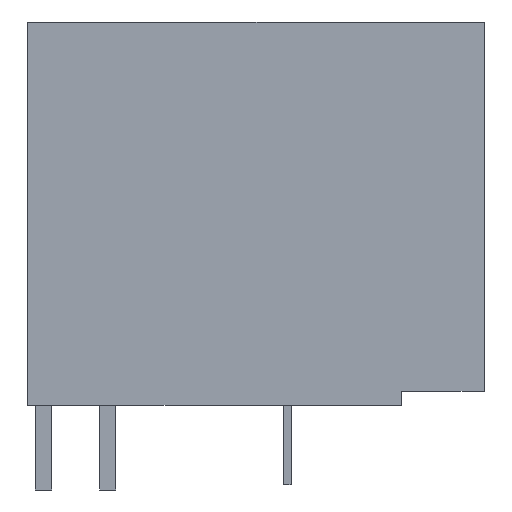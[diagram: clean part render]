
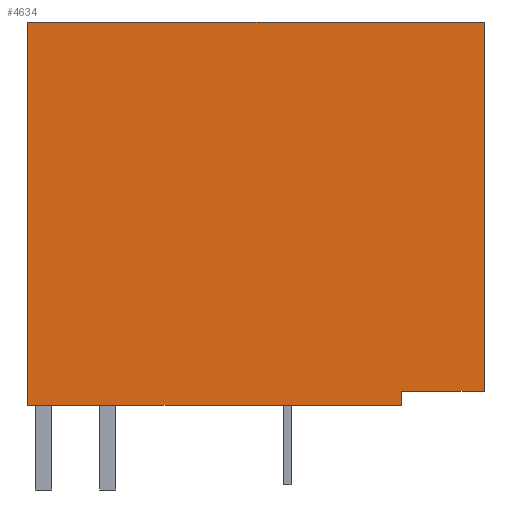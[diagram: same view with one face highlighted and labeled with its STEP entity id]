
A CAD part, left-side view. The second image highlights one B-rep face of the part: STEP entity #4634.
In plain terms, the highlighted planar face has unit normal (-1, 0, 0).
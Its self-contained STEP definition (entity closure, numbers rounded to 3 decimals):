
#32 = PLANE('',#33);
#33 = AXIS2_PLACEMENT_3D('',#34,#35,#36);
#34 = CARTESIAN_POINT('',(20.1,-14.68,0.));
#35 = DIRECTION('',(0.,0.,-1.));
#36 = DIRECTION('',(1.,0.,0.));
#1055 = VERTEX_POINT('',#1056);
#1056 = CARTESIAN_POINT('',(-2.6,-11.45,0.));
#1070 = PLANE('',#1071);
#1071 = AXIS2_PLACEMENT_3D('',#1072,#1073,#1074);
#1072 = CARTESIAN_POINT('',(20.1,-11.45,0.));
#1073 = DIRECTION('',(0.,1.,0.));
#1074 = DIRECTION('',(0.,0.,-1.));
#1082 = EDGE_CURVE('',#1083,#1055,#1085,.T.);
#1083 = VERTEX_POINT('',#1084);
#1084 = CARTESIAN_POINT('',(-2.6,3.12,0.));
#1085 = SURFACE_CURVE('',#1086,(#1090,#1097),.PCURVE_S1.);
#1086 = LINE('',#1087,#1088);
#1087 = CARTESIAN_POINT('',(-2.6,3.12,0.));
#1088 = VECTOR('',#1089,1.);
#1089 = DIRECTION('',(0.,-1.,0.));
#1090 = PCURVE('',#32,#1091);
#1091 = DEFINITIONAL_REPRESENTATION('',(#1092),#1096);
#1092 = LINE('',#1093,#1094);
#1093 = CARTESIAN_POINT('',(-22.7,-17.8));
#1094 = VECTOR('',#1095,1.);
#1095 = DIRECTION('',(0.,1.));
#1096 = ( GEOMETRIC_REPRESENTATION_CONTEXT(2) 
PARAMETRIC_REPRESENTATION_CONTEXT() REPRESENTATION_CONTEXT('2D SPACE',''
  ) );
#1097 = PCURVE('',#1098,#1103);
#1098 = PLANE('',#1099);
#1099 = AXIS2_PLACEMENT_3D('',#1100,#1101,#1102);
#1100 = CARTESIAN_POINT('',(-2.6,3.12,0.));
#1101 = DIRECTION('',(-1.,0.,0.));
#1102 = DIRECTION('',(0.,0.,-1.));
#1103 = DEFINITIONAL_REPRESENTATION('',(#1104),#1108);
#1104 = LINE('',#1105,#1106);
#1105 = CARTESIAN_POINT('',(0.,0.));
#1106 = VECTOR('',#1107,1.);
#1107 = DIRECTION('',(0.,1.));
#1108 = ( GEOMETRIC_REPRESENTATION_CONTEXT(2) 
PARAMETRIC_REPRESENTATION_CONTEXT() REPRESENTATION_CONTEXT('2D SPACE',''
  ) );
#1126 = PLANE('',#1127);
#1127 = AXIS2_PLACEMENT_3D('',#1128,#1129,#1130);
#1128 = CARTESIAN_POINT('',(20.1,3.12,0.));
#1129 = DIRECTION('',(0.,1.,0.));
#1130 = DIRECTION('',(0.,0.,-1.));
#4312 = PLANE('',#4313);
#4313 = AXIS2_PLACEMENT_3D('',#4314,#4315,#4316);
#4314 = CARTESIAN_POINT('',(20.1,-14.68,14.95));
#4315 = DIRECTION('',(0.,0.,-1.));
#4316 = DIRECTION('',(1.,0.,0.));
#4340 = PLANE('',#4341);
#4341 = AXIS2_PLACEMENT_3D('',#4342,#4343,#4344);
#4342 = CARTESIAN_POINT('',(20.1,-14.68,0.));
#4343 = DIRECTION('',(0.,-1.,0.));
#4344 = DIRECTION('',(0.,0.,1.));
#4366 = PLANE('',#4367);
#4367 = AXIS2_PLACEMENT_3D('',#4368,#4369,#4370);
#4368 = CARTESIAN_POINT('',(20.1,-14.68,0.55));
#4369 = DIRECTION('',(0.,0.,1.));
#4370 = DIRECTION('',(-1.,0.,0.));
#4568 = VERTEX_POINT('',#4569);
#4569 = CARTESIAN_POINT('',(-2.6,-14.68,0.55));
#4592 = VERTEX_POINT('',#4593);
#4593 = CARTESIAN_POINT('',(-2.6,-14.68,14.95));
#4614 = EDGE_CURVE('',#4568,#4592,#4615,.T.);
#4615 = SURFACE_CURVE('',#4616,(#4620,#4627),.PCURVE_S1.);
#4616 = LINE('',#4617,#4618);
#4617 = CARTESIAN_POINT('',(-2.6,-14.68,0.));
#4618 = VECTOR('',#4619,1.);
#4619 = DIRECTION('',(0.,0.,1.));
#4620 = PCURVE('',#4340,#4621);
#4621 = DEFINITIONAL_REPRESENTATION('',(#4622),#4626);
#4622 = LINE('',#4623,#4624);
#4623 = CARTESIAN_POINT('',(0.,22.7));
#4624 = VECTOR('',#4625,1.);
#4625 = DIRECTION('',(1.,0.));
#4626 = ( GEOMETRIC_REPRESENTATION_CONTEXT(2) 
PARAMETRIC_REPRESENTATION_CONTEXT() REPRESENTATION_CONTEXT('2D SPACE',''
  ) );
#4627 = PCURVE('',#1098,#4628);
#4628 = DEFINITIONAL_REPRESENTATION('',(#4629),#4633);
#4629 = LINE('',#4630,#4631);
#4630 = CARTESIAN_POINT('',(0.,17.8));
#4631 = VECTOR('',#4632,1.);
#4632 = DIRECTION('',(-1.,0.));
#4633 = ( GEOMETRIC_REPRESENTATION_CONTEXT(2) 
PARAMETRIC_REPRESENTATION_CONTEXT() REPRESENTATION_CONTEXT('2D SPACE',''
  ) );
#4634 = ADVANCED_FACE('',(#4635),#1098,.T.);
#4635 = FACE_BOUND('',#4636,.T.);
#4636 = EDGE_LOOP('',(#4637,#4660,#4681,#4682,#4705,#4726));
#4637 = ORIENTED_EDGE('',*,*,#4638,.F.);
#4638 = EDGE_CURVE('',#4639,#1055,#4641,.T.);
#4639 = VERTEX_POINT('',#4640);
#4640 = CARTESIAN_POINT('',(-2.6,-11.45,0.55));
#4641 = SURFACE_CURVE('',#4642,(#4646,#4653),.PCURVE_S1.);
#4642 = LINE('',#4643,#4644);
#4643 = CARTESIAN_POINT('',(-2.6,-11.45,0.));
#4644 = VECTOR('',#4645,1.);
#4645 = DIRECTION('',(0.,0.,-1.));
#4646 = PCURVE('',#1098,#4647);
#4647 = DEFINITIONAL_REPRESENTATION('',(#4648),#4652);
#4648 = LINE('',#4649,#4650);
#4649 = CARTESIAN_POINT('',(0.,14.57));
#4650 = VECTOR('',#4651,1.);
#4651 = DIRECTION('',(1.,0.));
#4652 = ( GEOMETRIC_REPRESENTATION_CONTEXT(2) 
PARAMETRIC_REPRESENTATION_CONTEXT() REPRESENTATION_CONTEXT('2D SPACE',''
  ) );
#4653 = PCURVE('',#1070,#4654);
#4654 = DEFINITIONAL_REPRESENTATION('',(#4655),#4659);
#4655 = LINE('',#4656,#4657);
#4656 = CARTESIAN_POINT('',(0.,22.7));
#4657 = VECTOR('',#4658,1.);
#4658 = DIRECTION('',(1.,0.));
#4659 = ( GEOMETRIC_REPRESENTATION_CONTEXT(2) 
PARAMETRIC_REPRESENTATION_CONTEXT() REPRESENTATION_CONTEXT('2D SPACE',''
  ) );
#4660 = ORIENTED_EDGE('',*,*,#4661,.F.);
#4661 = EDGE_CURVE('',#4568,#4639,#4662,.T.);
#4662 = SURFACE_CURVE('',#4663,(#4667,#4674),.PCURVE_S1.);
#4663 = LINE('',#4664,#4665);
#4664 = CARTESIAN_POINT('',(-2.6,-14.68,0.55));
#4665 = VECTOR('',#4666,1.);
#4666 = DIRECTION('',(0.,1.,0.));
#4667 = PCURVE('',#1098,#4668);
#4668 = DEFINITIONAL_REPRESENTATION('',(#4669),#4673);
#4669 = LINE('',#4670,#4671);
#4670 = CARTESIAN_POINT('',(-0.55,17.8));
#4671 = VECTOR('',#4672,1.);
#4672 = DIRECTION('',(0.,-1.));
#4673 = ( GEOMETRIC_REPRESENTATION_CONTEXT(2) 
PARAMETRIC_REPRESENTATION_CONTEXT() REPRESENTATION_CONTEXT('2D SPACE',''
  ) );
#4674 = PCURVE('',#4366,#4675);
#4675 = DEFINITIONAL_REPRESENTATION('',(#4676),#4680);
#4676 = LINE('',#4677,#4678);
#4677 = CARTESIAN_POINT('',(22.7,0.));
#4678 = VECTOR('',#4679,1.);
#4679 = DIRECTION('',(0.,-1.));
#4680 = ( GEOMETRIC_REPRESENTATION_CONTEXT(2) 
PARAMETRIC_REPRESENTATION_CONTEXT() REPRESENTATION_CONTEXT('2D SPACE',''
  ) );
#4681 = ORIENTED_EDGE('',*,*,#4614,.T.);
#4682 = ORIENTED_EDGE('',*,*,#4683,.F.);
#4683 = EDGE_CURVE('',#4684,#4592,#4686,.T.);
#4684 = VERTEX_POINT('',#4685);
#4685 = CARTESIAN_POINT('',(-2.6,3.12,14.95));
#4686 = SURFACE_CURVE('',#4687,(#4691,#4698),.PCURVE_S1.);
#4687 = LINE('',#4688,#4689);
#4688 = CARTESIAN_POINT('',(-2.6,3.12,14.95));
#4689 = VECTOR('',#4690,1.);
#4690 = DIRECTION('',(0.,-1.,0.));
#4691 = PCURVE('',#1098,#4692);
#4692 = DEFINITIONAL_REPRESENTATION('',(#4693),#4697);
#4693 = LINE('',#4694,#4695);
#4694 = CARTESIAN_POINT('',(-14.95,0.));
#4695 = VECTOR('',#4696,1.);
#4696 = DIRECTION('',(0.,1.));
#4697 = ( GEOMETRIC_REPRESENTATION_CONTEXT(2) 
PARAMETRIC_REPRESENTATION_CONTEXT() REPRESENTATION_CONTEXT('2D SPACE',''
  ) );
#4698 = PCURVE('',#4312,#4699);
#4699 = DEFINITIONAL_REPRESENTATION('',(#4700),#4704);
#4700 = LINE('',#4701,#4702);
#4701 = CARTESIAN_POINT('',(-22.7,-17.8));
#4702 = VECTOR('',#4703,1.);
#4703 = DIRECTION('',(0.,1.));
#4704 = ( GEOMETRIC_REPRESENTATION_CONTEXT(2) 
PARAMETRIC_REPRESENTATION_CONTEXT() REPRESENTATION_CONTEXT('2D SPACE',''
  ) );
#4705 = ORIENTED_EDGE('',*,*,#4706,.F.);
#4706 = EDGE_CURVE('',#1083,#4684,#4707,.T.);
#4707 = SURFACE_CURVE('',#4708,(#4712,#4719),.PCURVE_S1.);
#4708 = LINE('',#4709,#4710);
#4709 = CARTESIAN_POINT('',(-2.6,3.12,0.));
#4710 = VECTOR('',#4711,1.);
#4711 = DIRECTION('',(0.,0.,1.));
#4712 = PCURVE('',#1098,#4713);
#4713 = DEFINITIONAL_REPRESENTATION('',(#4714),#4718);
#4714 = LINE('',#4715,#4716);
#4715 = CARTESIAN_POINT('',(0.,0.));
#4716 = VECTOR('',#4717,1.);
#4717 = DIRECTION('',(-1.,0.));
#4718 = ( GEOMETRIC_REPRESENTATION_CONTEXT(2) 
PARAMETRIC_REPRESENTATION_CONTEXT() REPRESENTATION_CONTEXT('2D SPACE',''
  ) );
#4719 = PCURVE('',#1126,#4720);
#4720 = DEFINITIONAL_REPRESENTATION('',(#4721),#4725);
#4721 = LINE('',#4722,#4723);
#4722 = CARTESIAN_POINT('',(0.,22.7));
#4723 = VECTOR('',#4724,1.);
#4724 = DIRECTION('',(-1.,0.));
#4725 = ( GEOMETRIC_REPRESENTATION_CONTEXT(2) 
PARAMETRIC_REPRESENTATION_CONTEXT() REPRESENTATION_CONTEXT('2D SPACE',''
  ) );
#4726 = ORIENTED_EDGE('',*,*,#1082,.T.);
